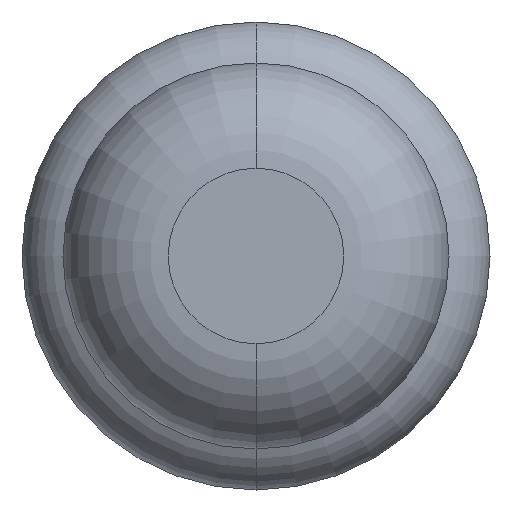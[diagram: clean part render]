
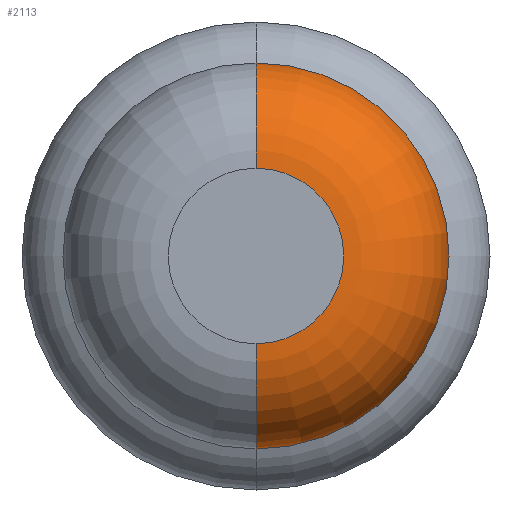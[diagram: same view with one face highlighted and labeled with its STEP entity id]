
A CAD part, front view. The second image highlights one B-rep face of the part: STEP entity #2113.
In plain terms, the highlighted toroidal (fillet/blend) face has major radius 0.375 mm and minor radius 0.45 mm.
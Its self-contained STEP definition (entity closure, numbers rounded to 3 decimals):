
#78 = VERTEX_POINT ( 'NONE', #1310 ) ;
#97 = AXIS2_PLACEMENT_3D ( 'NONE', #3115, #281, #2779 ) ;
#281 = DIRECTION ( 'NONE',  ( 0., 1., 0. ) ) ;
#413 = CIRCLE ( 'NONE', #810, 0.45 ) ;
#513 = DIRECTION ( 'NONE',  ( 0., 0., -1. ) ) ;
#662 = DIRECTION ( 'NONE',  ( 0., 0., 1. ) ) ;
#690 = AXIS2_PLACEMENT_3D ( 'NONE', #2078, #2018, #2414 ) ;
#810 = AXIS2_PLACEMENT_3D ( 'NONE', #1574, #3397, #513 ) ;
#956 = CARTESIAN_POINT ( 'NONE',  ( 0., -23.55, -0.825 ) ) ;
#963 = ORIENTED_EDGE ( 'NONE', *, *, #1452, .T. ) ;
#1183 = VERTEX_POINT ( 'NONE', #956 ) ;
#1310 = CARTESIAN_POINT ( 'NONE',  ( 0., -23.55, 0.825 ) ) ;
#1452 = EDGE_CURVE ( 'Defeature ausgef�hrt1_2+Defeature ausgef�hrt1_1+Defeature ausgef�hrt1_1+Defeature ausgef�hrt1_1', #4523, #4161, #3942, .T. ) ;
#1574 = CARTESIAN_POINT ( 'NONE',  ( 0., -23.55, -0.375 ) ) ;
#1678 = CARTESIAN_POINT ( 'NONE',  ( 0., -24., 0.375 ) ) ;
#1798 = EDGE_CURVE ( 'Defeature ausgef�hrt1_3+Defeature ausgef�hrt1_2+Defeature ausgef�hrt1_2+Defeature ausgef�hrt1_2', #78, #1183, #1861, .T. ) ;
#1861 = CIRCLE ( 'NONE', #690, 0.825 ) ;
#2018 = DIRECTION ( 'NONE',  ( 0., 1., 0. ) ) ;
#2078 = CARTESIAN_POINT ( 'NONE',  ( 0., -23.55, 0. ) ) ;
#2113 = ADVANCED_FACE ( 'Defeature ausgef�hrt1_2', ( #3415 ), #3652, .T. ) ;
#2372 = EDGE_LOOP ( 'NONE', ( #963, #3060, #4496, #3452 ) ) ;
#2414 = DIRECTION ( 'NONE',  ( 0., 0., 1. ) ) ;
#2779 = DIRECTION ( 'NONE',  ( 0., 0., 1. ) ) ;
#2822 = DIRECTION ( 'NONE',  ( 0., 0., 1. ) ) ;
#2934 = AXIS2_PLACEMENT_3D ( 'NONE', #3895, #3882, #2822 ) ;
#3060 = ORIENTED_EDGE ( 'NONE', *, *, #3239, .T. ) ;
#3115 = CARTESIAN_POINT ( 'NONE',  ( 0., -23.55, 0. ) ) ;
#3239 = EDGE_CURVE ( 'NONE', #4161, #1183, #413, .T. ) ;
#3259 = CARTESIAN_POINT ( 'NONE',  ( 0., -24., -0.375 ) ) ;
#3397 = DIRECTION ( 'NONE',  ( 1., 0., 0. ) ) ;
#3415 = FACE_OUTER_BOUND ( 'NONE', #2372, .T. ) ;
#3452 = ORIENTED_EDGE ( 'NONE', *, *, #4453, .F. ) ;
#3652 = TOROIDAL_SURFACE ( 'NONE', #97, 0.375, 0.45 ) ;
#3770 = AXIS2_PLACEMENT_3D ( 'NONE', #4166, #4542, #662 ) ;
#3882 = DIRECTION ( 'NONE',  ( 0., 1., 0. ) ) ;
#3895 = CARTESIAN_POINT ( 'NONE',  ( 0., -24., 0. ) ) ;
#3942 = CIRCLE ( 'NONE', #2934, 0.375 ) ;
#4161 = VERTEX_POINT ( 'NONE', #3259 ) ;
#4166 = CARTESIAN_POINT ( 'NONE',  ( 0., -23.55, 0.375 ) ) ;
#4215 = CIRCLE ( 'NONE', #3770, 0.45 ) ;
#4453 = EDGE_CURVE ( 'NONE', #4523, #78, #4215, .T. ) ;
#4496 = ORIENTED_EDGE ( 'NONE', *, *, #1798, .F. ) ;
#4523 = VERTEX_POINT ( 'NONE', #1678 ) ;
#4542 = DIRECTION ( 'NONE',  ( -1., 0., 0. ) ) ;
